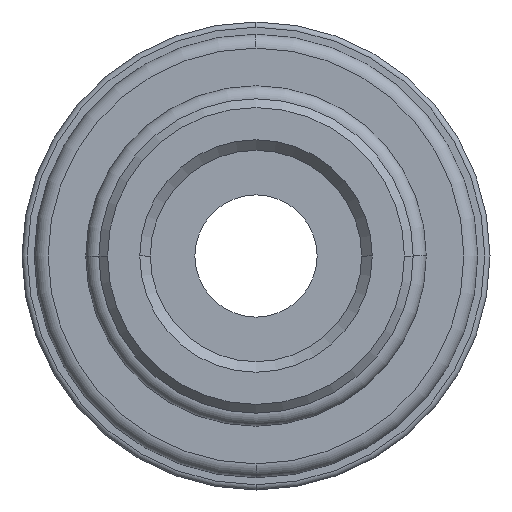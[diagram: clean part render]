
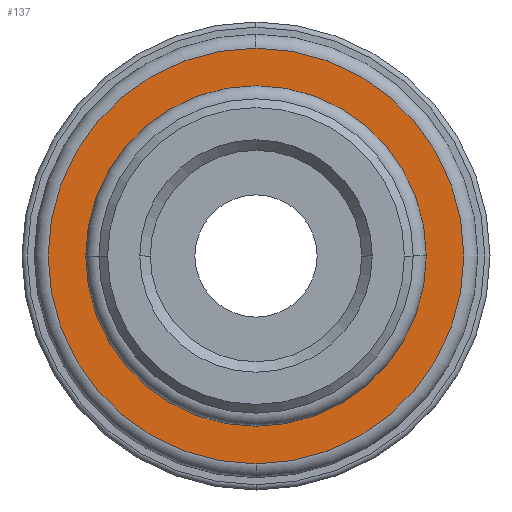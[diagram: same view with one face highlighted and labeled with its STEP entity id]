
A CAD part, front view. The second image highlights one B-rep face of the part: STEP entity #137.
In plain terms, the highlighted planar face has unit normal (0, -1, 0).
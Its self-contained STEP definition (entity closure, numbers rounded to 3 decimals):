
#137=ADVANCED_FACE('',(#337,#338),#339,.T.);
#337=FACE_BOUND('',#606,.T.);
#338=FACE_OUTER_BOUND('',#607,.T.);
#339=PLANE('',#608);
#606=EDGE_LOOP('',(#955,#956,#957));
#607=EDGE_LOOP('',(#958,#959,#960));
#608=AXIS2_PLACEMENT_3D('',#961,#962,#963);
#955=ORIENTED_EDGE('',*,*,#1610,.T.);
#956=ORIENTED_EDGE('',*,*,#1611,.T.);
#957=ORIENTED_EDGE('',*,*,#1612,.T.);
#958=ORIENTED_EDGE('',*,*,#1601,.F.);
#959=ORIENTED_EDGE('',*,*,#1600,.F.);
#960=ORIENTED_EDGE('',*,*,#1613,.F.);
#961=CARTESIAN_POINT('',(10.45,2.5,0.0));
#962=DIRECTION('',(-0.0,-1.0,-0.0));
#963=DIRECTION('',(-1.0,0.0,0.0));
#1600=EDGE_CURVE('',#1917,#1920,#1921,.T.);
#1601=EDGE_CURVE('',#1920,#1922,#1923,.T.);
#1610=EDGE_CURVE('',#1936,#1937,#1938,.T.);
#1611=EDGE_CURVE('',#1937,#1939,#1940,.T.);
#1612=EDGE_CURVE('',#1939,#1936,#1941,.T.);
#1613=EDGE_CURVE('',#1922,#1917,#1942,.T.);
#1917=VERTEX_POINT('',#2396);
#1920=VERTEX_POINT('',#2399);
#1921=CIRCLE('',#2400,11.9);
#1922=VERTEX_POINT('',#2401);
#1923=CIRCLE('',#2402,11.9);
#1936=VERTEX_POINT('',#2417);
#1937=VERTEX_POINT('',#2418);
#1938=CIRCLE('',#2419,9.75);
#1939=VERTEX_POINT('',#2420);
#1940=CIRCLE('',#2421,9.75);
#1941=CIRCLE('',#2422,9.75);
#1942=CIRCLE('',#2423,11.9);
#2396=CARTESIAN_POINT('',(0.,2.5,11.9));
#2399=CARTESIAN_POINT('',(11.9,2.5,0.0));
#2400=AXIS2_PLACEMENT_3D('',#2868,#2869,#2870);
#2401=CARTESIAN_POINT('',(0.,2.5,-11.9));
#2402=AXIS2_PLACEMENT_3D('',#2871,#2872,#2873);
#2417=CARTESIAN_POINT('',(0.,2.5,9.75));
#2418=CARTESIAN_POINT('',(9.75,2.5,0.));
#2419=AXIS2_PLACEMENT_3D('',#2888,#2889,#2890);
#2420=CARTESIAN_POINT('',(-9.75,2.5,0.));
#2421=AXIS2_PLACEMENT_3D('',#2891,#2892,#2893);
#2422=AXIS2_PLACEMENT_3D('',#2894,#2895,#2896);
#2423=AXIS2_PLACEMENT_3D('',#2897,#2898,#2899);
#2868=CARTESIAN_POINT('',(0.0,2.5,0.0));
#2869=DIRECTION('',(-0.0,1.0,0.0));
#2870=DIRECTION('',(1.0,0.0,0.0));
#2871=CARTESIAN_POINT('',(0.0,2.5,0.0));
#2872=DIRECTION('',(-0.0,1.0,0.0));
#2873=DIRECTION('',(1.0,0.0,0.0));
#2888=CARTESIAN_POINT('',(0.0,2.5,0.0));
#2889=DIRECTION('',(0.0,1.0,0.0));
#2890=DIRECTION('',(0.0,0.0,-1.0));
#2891=CARTESIAN_POINT('',(0.0,2.5,0.0));
#2892=DIRECTION('',(0.0,1.0,0.0));
#2893=DIRECTION('',(0.0,0.0,-1.0));
#2894=CARTESIAN_POINT('',(0.0,2.5,0.0));
#2895=DIRECTION('',(0.0,1.0,0.0));
#2896=DIRECTION('',(0.0,0.0,-1.0));
#2897=CARTESIAN_POINT('',(0.0,2.5,0.0));
#2898=DIRECTION('',(-0.0,1.0,0.0));
#2899=DIRECTION('',(1.0,0.0,0.0));
